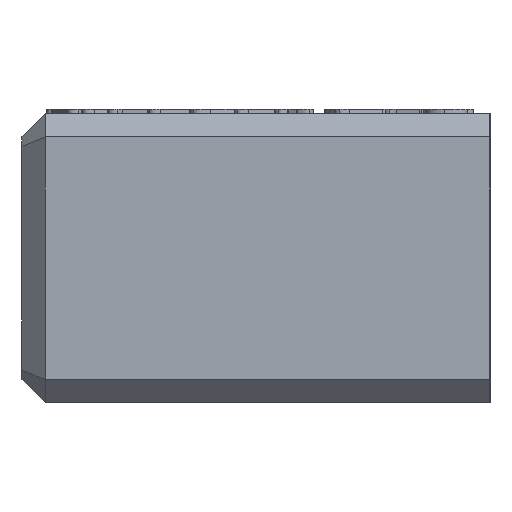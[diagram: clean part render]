
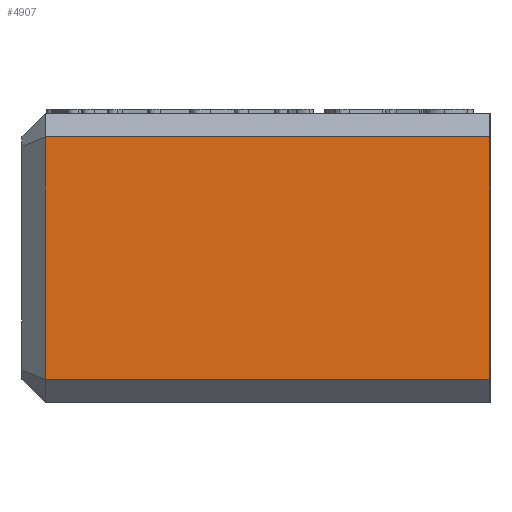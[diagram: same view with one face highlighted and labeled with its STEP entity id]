
A CAD part, left-side view. The second image highlights one B-rep face of the part: STEP entity #4907.
In plain terms, the highlighted planar face has unit normal (-1, 0, 0).
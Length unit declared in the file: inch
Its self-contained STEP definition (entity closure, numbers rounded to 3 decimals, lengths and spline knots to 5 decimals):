
#449=FACE_OUTER_BOUND('',#735,.T.);
#735=EDGE_LOOP('',(#4480,#4481,#4482,#4483));
#1134=LINE('',#9596,#1572);
#1160=LINE('',#9655,#1598);
#1162=LINE('',#9659,#1600);
#1170=LINE('',#9677,#1608);
#1572=VECTOR('',#5684,0.3937);
#1598=VECTOR('',#5740,0.3937);
#1600=VECTOR('',#5744,0.3937);
#1608=VECTOR('',#5758,0.3937);
#2323=VERTEX_POINT('',#9589);
#2325=VERTEX_POINT('',#9595);
#2343=VERTEX_POINT('',#9654);
#2344=VERTEX_POINT('',#9658);
#3019=EDGE_CURVE('',#2325,#2323,#1134,.T.);
#3048=EDGE_CURVE('',#2323,#2343,#1160,.T.);
#3050=EDGE_CURVE('',#2344,#2343,#1162,.T.);
#3060=EDGE_CURVE('',#2344,#2325,#1170,.T.);
#4480=ORIENTED_EDGE('',*,*,#3019,.F.);
#4481=ORIENTED_EDGE('',*,*,#3060,.F.);
#4482=ORIENTED_EDGE('',*,*,#3050,.T.);
#4483=ORIENTED_EDGE('',*,*,#3048,.F.);
#4630=PLANE('',#5067);
#4907=ADVANCED_FACE('',(#449),#4630,.F.);
#5067=AXIS2_PLACEMENT_3D('',#9696,#5782,#5783);
#5684=DIRECTION('',(0.,0.,1.));
#5740=DIRECTION('',(0.,-1.,0.));
#5744=DIRECTION('',(0.,0.,1.));
#5758=DIRECTION('',(0.,1.,0.));
#5782=DIRECTION('center_axis',(1.,0.,0.));
#5783=DIRECTION('ref_axis',(0.,-1.,0.));
#9589=CARTESIAN_POINT('',(-1.,0.769,0.085));
#9595=CARTESIAN_POINT('',(-1.,0.769,-0.335));
#9596=CARTESIAN_POINT('',(-1.,0.769,0.));
#9654=CARTESIAN_POINT('',(-1.,0.,0.085));
#9655=CARTESIAN_POINT('',(-1.,0.60675,0.085));
#9658=CARTESIAN_POINT('',(-1.,0.,-0.335));
#9659=CARTESIAN_POINT('',(-1.,0.,0.));
#9677=CARTESIAN_POINT('',(-1.,0.60675,-0.335));
#9696=CARTESIAN_POINT('Origin',(-1.,0.809,0.));
